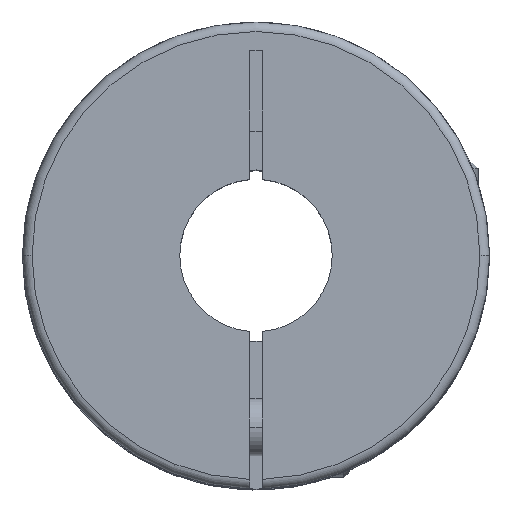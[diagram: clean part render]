
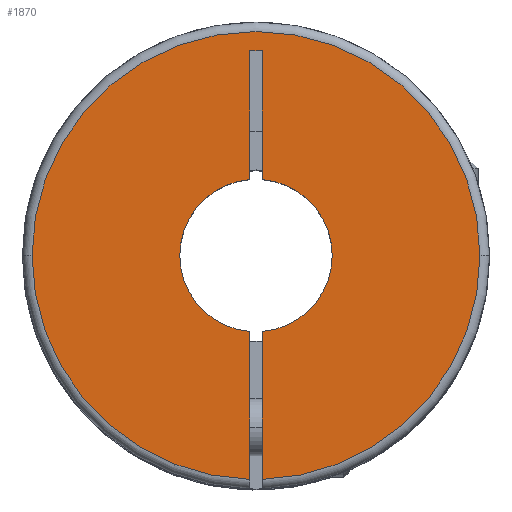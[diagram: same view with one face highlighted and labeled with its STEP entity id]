
A CAD part, top view. The second image highlights one B-rep face of the part: STEP entity #1870.
In plain terms, the highlighted planar face has unit normal (0, 0, 1).
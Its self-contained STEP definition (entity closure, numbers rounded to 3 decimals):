
#86 = EDGE_CURVE ( 'NONE', #2179, #3939, #2668, .T. ) ;
#130 = DIRECTION ( 'NONE',  ( 0., -1., 0. ) ) ;
#149 = CARTESIAN_POINT ( 'NONE',  ( 0.65, 7.974, 0. ) ) ;
#165 = DIRECTION ( 'NONE',  ( -1., 0., 0. ) ) ;
#207 = DIRECTION ( 'NONE',  ( 0., 0., -1. ) ) ;
#245 = VECTOR ( 'NONE', #2248, 1000. ) ;
#290 = AXIS2_PLACEMENT_3D ( 'NONE', #1880, #906, #1276 ) ;
#361 = LINE ( 'NONE', #1576, #245 ) ;
#427 = EDGE_CURVE ( 'NONE', #3016, #549, #1762, .T. ) ;
#543 = CARTESIAN_POINT ( 'NONE',  ( -0.65, 21.5, 0. ) ) ;
#544 = DIRECTION ( 'NONE',  ( -1., 0., 0. ) ) ;
#549 = VERTEX_POINT ( 'NONE', #3057 ) ;
#554 = PLANE ( 'NONE',  #3817 ) ;
#558 = CARTESIAN_POINT ( 'NONE',  ( -23.5, 0., 0. ) ) ;
#586 = AXIS2_PLACEMENT_3D ( 'NONE', #3842, #3824, #743 ) ;
#593 = VERTEX_POINT ( 'NONE', #757 ) ;
#614 = EDGE_CURVE ( 'NONE', #3770, #593, #2886, .T. ) ;
#656 = ORIENTED_EDGE ( 'NONE', *, *, #1426, .T. ) ;
#663 = VERTEX_POINT ( 'NONE', #3454 ) ;
#686 = VERTEX_POINT ( 'NONE', #3819 ) ;
#728 = ORIENTED_EDGE ( 'NONE', *, *, #2531, .F. ) ;
#743 = DIRECTION ( 'NONE',  ( -1., 0., 0. ) ) ;
#744 = ORIENTED_EDGE ( 'NONE', *, *, #1304, .F. ) ;
#757 = CARTESIAN_POINT ( 'NONE',  ( -0.65, 7.974, 0. ) ) ;
#799 = LINE ( 'NONE', #1758, #1455 ) ;
#815 = EDGE_CURVE ( 'NONE', #663, #3770, #799, .T. ) ;
#906 = DIRECTION ( 'NONE',  ( 0., 0., -1. ) ) ;
#976 = CARTESIAN_POINT ( 'NONE',  ( -0.65, 21.5, 0. ) ) ;
#1023 = DIRECTION ( 'NONE',  ( -1., 0., 0. ) ) ;
#1276 = DIRECTION ( 'NONE',  ( -1., 0., 0. ) ) ;
#1304 = EDGE_CURVE ( 'NONE', #3379, #686, #1792, .T. ) ;
#1426 = EDGE_CURVE ( 'NONE', #3325, #593, #1734, .T. ) ;
#1433 = DIRECTION ( 'NONE',  ( 0., -1., 0. ) ) ;
#1455 = VECTOR ( 'NONE', #2020, 1000. ) ;
#1545 = EDGE_CURVE ( 'NONE', #549, #3694, #3046, .T. ) ;
#1576 = CARTESIAN_POINT ( 'NONE',  ( 0.65, -24.5, 0. ) ) ;
#1579 = EDGE_CURVE ( 'NONE', #2179, #663, #3925, .T. ) ;
#1587 = ORIENTED_EDGE ( 'NONE', *, *, #3374, .F. ) ;
#1593 = CARTESIAN_POINT ( 'NONE',  ( -0.65, 21.5, 0. ) ) ;
#1602 = AXIS2_PLACEMENT_3D ( 'NONE', #2556, #2894, #1023 ) ;
#1692 = FACE_OUTER_BOUND ( 'NONE', #1817, .T. ) ;
#1734 = CIRCLE ( 'NONE', #1602, 8. ) ;
#1743 = DIRECTION ( 'NONE',  ( 0., -1., 0. ) ) ;
#1758 = CARTESIAN_POINT ( 'NONE',  ( 0.65, 21.5, 0. ) ) ;
#1762 = LINE ( 'NONE', #543, #1898 ) ;
#1792 = CIRCLE ( 'NONE', #586, 23.5 ) ;
#1817 = EDGE_LOOP ( 'NONE', ( #2359, #2323, #3086, #656, #2622, #2466, #3953, #3635, #1587, #744, #728 ) ) ;
#1870 = ADVANCED_FACE ( 'NONE', ( #1692 ), #554, .F. ) ;
#1880 = CARTESIAN_POINT ( 'NONE',  ( 0., 0., 0. ) ) ;
#1898 = VECTOR ( 'NONE', #1743, 1000. ) ;
#2020 = DIRECTION ( 'NONE',  ( -1., 0., 0. ) ) ;
#2096 = DIRECTION ( 'NONE',  ( 0., 0., -1. ) ) ;
#2119 = AXIS2_PLACEMENT_3D ( 'NONE', #3935, #2096, #2686 ) ;
#2146 = AXIS2_PLACEMENT_3D ( 'NONE', #2956, #207, #544 ) ;
#2179 = VERTEX_POINT ( 'NONE', #149 ) ;
#2248 = DIRECTION ( 'NONE',  ( 0., 1., 0. ) ) ;
#2323 = ORIENTED_EDGE ( 'NONE', *, *, #427, .F. ) ;
#2359 = ORIENTED_EDGE ( 'NONE', *, *, #1545, .F. ) ;
#2361 = VECTOR ( 'NONE', #130, 1000. ) ;
#2466 = ORIENTED_EDGE ( 'NONE', *, *, #815, .F. ) ;
#2531 = EDGE_CURVE ( 'NONE', #3694, #3379, #3276, .T. ) ;
#2533 = CARTESIAN_POINT ( 'NONE',  ( -8., 0., 0. ) ) ;
#2556 = CARTESIAN_POINT ( 'NONE',  ( 0., 0., 0. ) ) ;
#2622 = ORIENTED_EDGE ( 'NONE', *, *, #614, .F. ) ;
#2668 = CIRCLE ( 'NONE', #290, 8. ) ;
#2686 = DIRECTION ( 'NONE',  ( -1., 0., 0. ) ) ;
#2833 = EDGE_CURVE ( 'NONE', #3016, #3325, #3733, .T. ) ;
#2886 = LINE ( 'NONE', #976, #2361 ) ;
#2894 = DIRECTION ( 'NONE',  ( 0., 0., -1. ) ) ;
#2956 = CARTESIAN_POINT ( 'NONE',  ( 0., 0., 0. ) ) ;
#2959 = DIRECTION ( 'NONE',  ( 0., 0., -1. ) ) ;
#3016 = VERTEX_POINT ( 'NONE', #3489 ) ;
#3046 = CIRCLE ( 'NONE', #2146, 23.5 ) ;
#3057 = CARTESIAN_POINT ( 'NONE',  ( -0.65, -23.491, 0. ) ) ;
#3086 = ORIENTED_EDGE ( 'NONE', *, *, #2833, .T. ) ;
#3276 = CIRCLE ( 'NONE', #3523, 23.5 ) ;
#3324 = CARTESIAN_POINT ( 'NONE',  ( 0.65, -24.5, 0. ) ) ;
#3325 = VERTEX_POINT ( 'NONE', #2533 ) ;
#3374 = EDGE_CURVE ( 'NONE', #686, #3939, #361, .T. ) ;
#3379 = VERTEX_POINT ( 'NONE', #3480 ) ;
#3454 = CARTESIAN_POINT ( 'NONE',  ( 0.65, 21.5, 0. ) ) ;
#3480 = CARTESIAN_POINT ( 'NONE',  ( 23.5, 0., 0. ) ) ;
#3489 = CARTESIAN_POINT ( 'NONE',  ( -0.65, -7.974, 0. ) ) ;
#3503 = CARTESIAN_POINT ( 'NONE',  ( 0., 0., 0. ) ) ;
#3510 = CARTESIAN_POINT ( 'NONE',  ( 0.65, -7.974, 0. ) ) ;
#3523 = AXIS2_PLACEMENT_3D ( 'NONE', #3503, #2959, #165 ) ;
#3613 = CARTESIAN_POINT ( 'NONE',  ( 0., 0., 0. ) ) ;
#3619 = DIRECTION ( 'NONE',  ( 0., 1., 0. ) ) ;
#3635 = ORIENTED_EDGE ( 'NONE', *, *, #86, .T. ) ;
#3669 = VECTOR ( 'NONE', #3619, 1000. ) ;
#3694 = VERTEX_POINT ( 'NONE', #558 ) ;
#3733 = CIRCLE ( 'NONE', #2119, 8. ) ;
#3770 = VERTEX_POINT ( 'NONE', #1593 ) ;
#3817 = AXIS2_PLACEMENT_3D ( 'NONE', #3613, #3938, #1433 ) ;
#3819 = CARTESIAN_POINT ( 'NONE',  ( 0.65, -23.491, 0. ) ) ;
#3824 = DIRECTION ( 'NONE',  ( 0., 0., -1. ) ) ;
#3842 = CARTESIAN_POINT ( 'NONE',  ( 0., 0., 0. ) ) ;
#3925 = LINE ( 'NONE', #3324, #3669 ) ;
#3935 = CARTESIAN_POINT ( 'NONE',  ( 0., 0., 0. ) ) ;
#3938 = DIRECTION ( 'NONE',  ( 0., 0., -1. ) ) ;
#3939 = VERTEX_POINT ( 'NONE', #3510 ) ;
#3953 = ORIENTED_EDGE ( 'NONE', *, *, #1579, .F. ) ;
